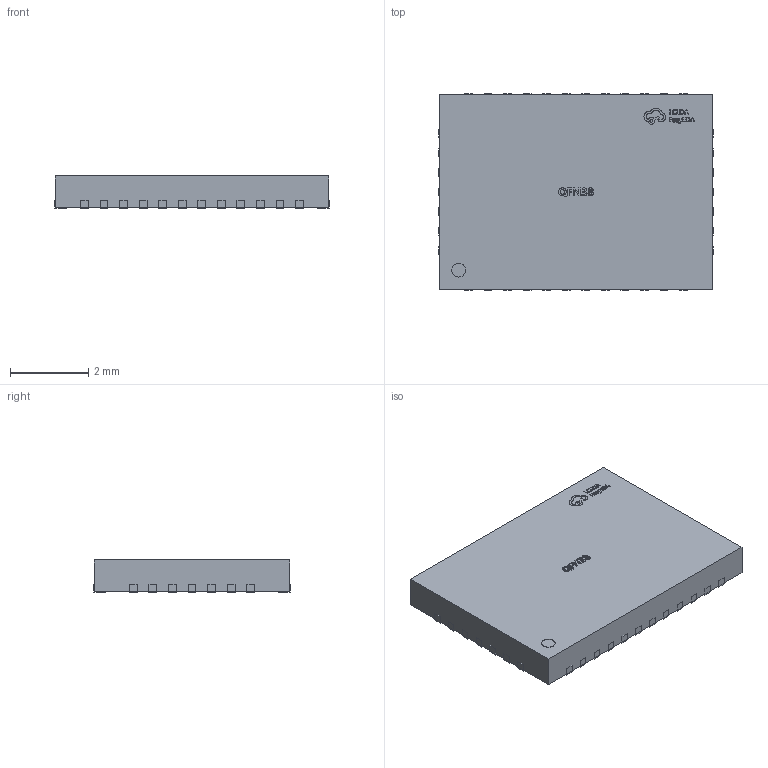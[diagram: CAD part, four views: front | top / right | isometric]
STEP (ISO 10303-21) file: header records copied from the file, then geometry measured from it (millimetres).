
FILE_DESCRIPTION (( 'STEP AP214' ), '1' );
FILE_NAME ('QFN-38_L7.0-W5.0-H0.8-P0.50.step', '2022-07-15T03:21:48', ( '' ), ( '' ), 'SwSTEP 2.0', 'SolidWorks 2020', '' );
FILE_SCHEMA (( 'AUTOMOTIVE_DESIGN' ));
Length unit declared in the file: millimetre
Products named in the file (1): QFN-38_L7.0-W5.0-H0.8-P0.50
Bounding box: 7.02 x 5.02 x 0.82 mm (x, y, z)
Volume: 28.4 mm3; surface area: 100.7 mm2
Topology: 52 solids, 52 shells, 608 faces, 1464 edges, 976 vertices
Faces by surface type: plane 414, bspline 154, cylinder 40
Entity records: 28077 total; most frequent: CARTESIAN_POINT 7619, ORIENTED_EDGE 2928, DIRECTION 2142, EDGE_CURVE 1464, VECTOR 1072, LINE 1072, VERTEX_POINT 976, UNCERTAINTY_MEASURE_WITH_UNIT 662
